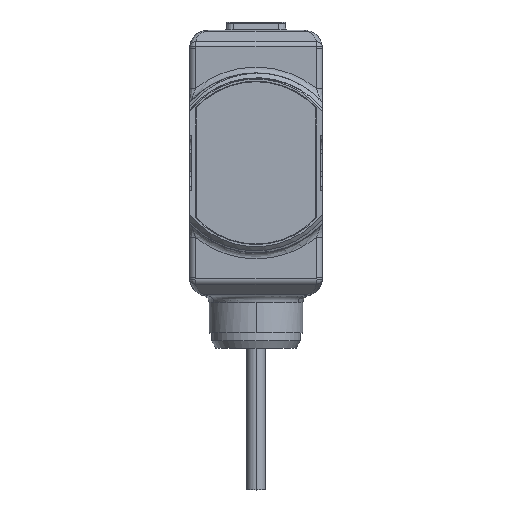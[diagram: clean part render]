
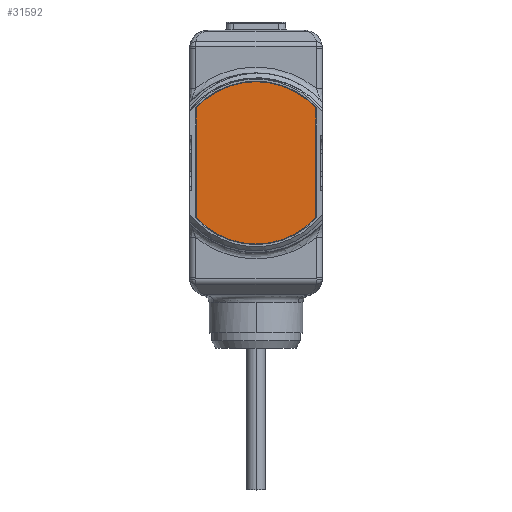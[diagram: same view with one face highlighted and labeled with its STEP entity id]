
A CAD part, top view. The second image highlights one B-rep face of the part: STEP entity #31592.
In plain terms, the highlighted planar face has unit normal (0, 0, 1).
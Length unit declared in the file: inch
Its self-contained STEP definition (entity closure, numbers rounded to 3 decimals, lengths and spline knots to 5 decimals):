
#12889=CARTESIAN_POINT('',(0.,0.86614,0.1378));
#12890=DIRECTION('',(0.,0.,1.));
#12891=DIRECTION('',(0.736,0.677,0.));
#12892=AXIS2_PLACEMENT_3D('',#12889,#12890,#12891);
#12894=DIRECTION('',(0.,1.,0.));
#12895=VECTOR('',#12894,0.71689);
#12896=CARTESIAN_POINT('',(0.38976,0.5077,
0.1378));
#12897=LINE('',#12896,#12895);
#12898=CARTESIAN_POINT('',(0.,0.86614,0.1378));
#12899=DIRECTION('',(0.,0.,1.));
#12900=DIRECTION('',(-0.736,-0.677,0.));
#12901=AXIS2_PLACEMENT_3D('',#12898,#12899,#12900);
#12903=DIRECTION('',(0.,-1.,0.));
#12904=VECTOR('',#12903,0.71689);
#12905=CARTESIAN_POINT('',(-0.38976,1.22459,
0.1378));
#12906=LINE('',#12905,#12904);
#14454=CARTESIAN_POINT('',(0.38976,1.22459,
0.1378));
#14455=CARTESIAN_POINT('',(-0.38976,1.22459,
0.1378));
#14456=VERTEX_POINT('',#14454);
#14457=VERTEX_POINT('',#14455);
#14458=CARTESIAN_POINT('',(-0.38976,0.5077,
0.1378));
#14459=VERTEX_POINT('',#14458);
#14460=CARTESIAN_POINT('',(0.38976,0.5077,
0.1378));
#14461=VERTEX_POINT('',#14460);
#31580=CARTESIAN_POINT('',(0.,0.86614,0.1378));
#31581=DIRECTION('',(0.,0.,1.));
#31582=DIRECTION('',(0.,-1.,0.));
#31583=AXIS2_PLACEMENT_3D('',#31580,#31581,#31582);
#31584=PLANE('',#31583);
#31585=ORIENTED_EDGE('',*,*,#31480,.F.);
#31586=ORIENTED_EDGE('',*,*,#31499,.F.);
#31588=ORIENTED_EDGE('',*,*,#31587,.F.);
#31589=ORIENTED_EDGE('',*,*,#31570,.F.);
#31590=EDGE_LOOP('',(#31585,#31586,#31588,#31589));
#31591=FACE_OUTER_BOUND('',#31590,.F.);
#31592=ADVANCED_FACE('',(#31591),#31584,.T.);
#12893=CIRCLE('',#12892,0.52953);
#12902=CIRCLE('',#12901,0.52953);
#31480=EDGE_CURVE('',#14456,#14457,#12893,.T.);
#31499=EDGE_CURVE('',#14461,#14456,#12897,.T.);
#31570=EDGE_CURVE('',#14457,#14459,#12906,.T.);
#31587=EDGE_CURVE('',#14459,#14461,#12902,.T.);
